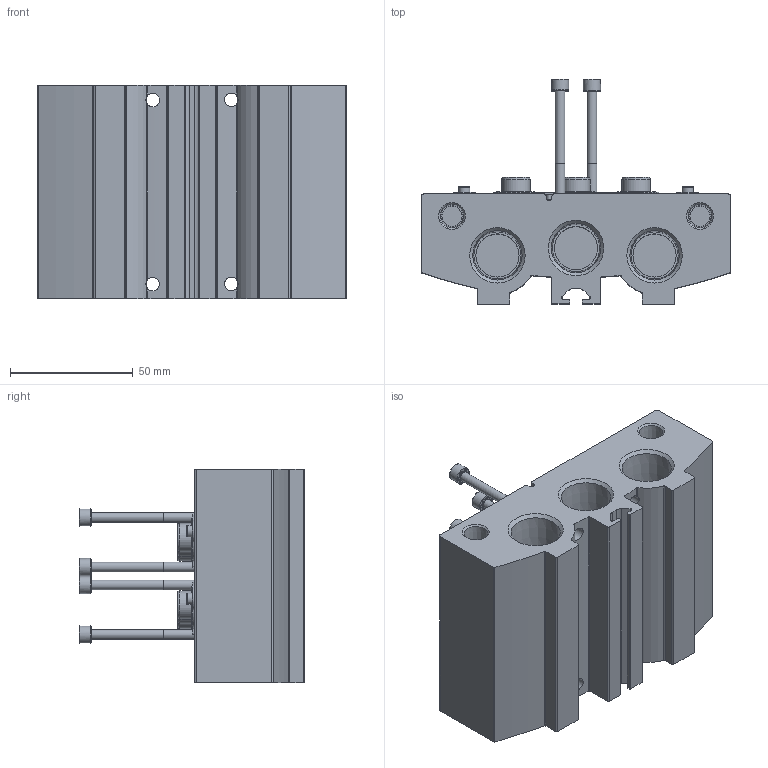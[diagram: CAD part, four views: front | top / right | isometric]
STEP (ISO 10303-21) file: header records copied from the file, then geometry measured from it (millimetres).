
FILE_DESCRIPTION(/* description */ ('STEP AP214'),/* implementation_level */ '2;1');
FILE_NAME(/* name */ '8026252_VABM-B10-25E-N12-2',/* time_stamp */ '2024-09-15T21:47:17+02:00',/* author */ ('License CC BY-ND 4.0'),/* organization */ ('CADENAS'),/* preprocessor_version */ 'ST-DEVELOPER v19.3',/* originating_system */ 'PARTsolutions',/* authorisation */ ' ');
FILE_SCHEMA (('AUTOMOTIVE_DESIGN {1 0 10303 214 3 1 1}'));
Length unit declared in the file: millimetre
Products named in the file (7): 8026252 VABM-B10-25E-N12-2; 8026252 VABM-B10-25E-N12-2---(M); 1657071 VUVS-G14-3---(S); 2833735 F-M4x50-10.9; 1743809 VUVS-M5---(S); 31785 B-1/2-NPT---(Plug); 173985 B-1/8-NPT---(Plug)
Assembly tree (16 placements, depth 2):
  8026252 VABM-B10-25E-N12-2
    8026252 VABM-B10-25E-N12-2---(M)
    1657071 VUVS-G14-3---(S)  x2
    2833735 F-M4x50-10.9  x4
    1743809 VUVS-M5---(S)  x4
    31785 B-1/2-NPT---(Plug)  x3
    173985 B-1/8-NPT---(Plug)  x2
Bounding box: 126 x 91.8 x 87 mm (x, y, z)
Volume: 353035.4 mm3; surface area: 84078.3 mm2
Topology: 16 solids, 16 shells, 672 faces, 1618 edges, 1033 vertices
Faces by surface type: plane 342, cylinder 177, cone 129, torus 24
Full cylindrical faces by diameter (mm): 2.9 x4, 3.242 x5, 3.5 x1, 3.9 x4, 4 x4, 4.134 x2, 4.2 x4, 4.366 x2, 4.6 x4, 5.5 x4, 6.1 x4, 7 x10, 8.2 x2, 8.6 x6, 9 x4, 9.525 x3, 11.6 x6, 14.6 x6, 17.6 x3
Entity records: 11583 total; most frequent: CARTESIAN_POINT 2183, DIRECTION 1950, ORIENTED_EDGE 1688, EDGE_CURVE 844, AXIS2_PLACEMENT_3D 735, VERTEX_POINT 621, FACE_BOUND 609, EDGE_LOOP 599
